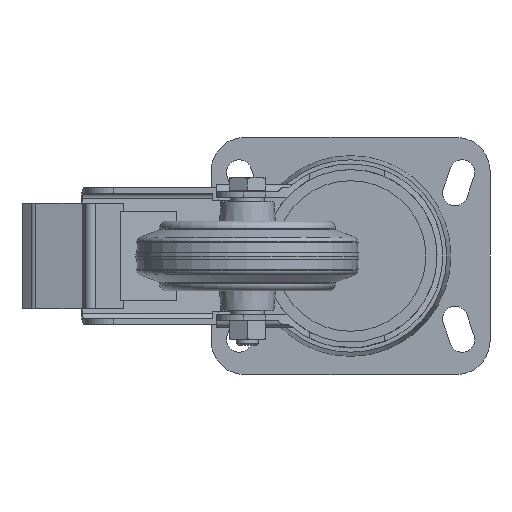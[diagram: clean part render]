
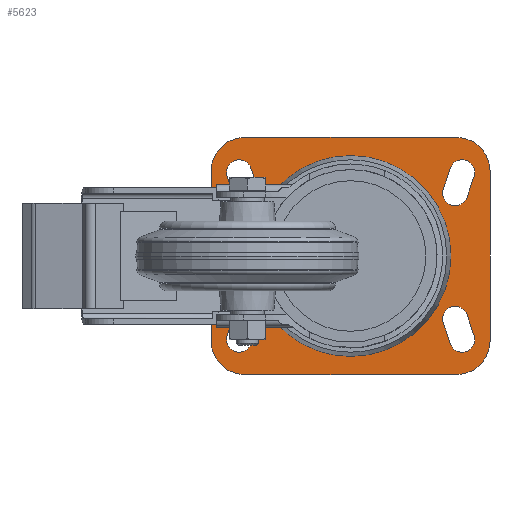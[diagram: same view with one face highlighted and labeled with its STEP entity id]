
A CAD part, front view. The second image highlights one B-rep face of the part: STEP entity #5623.
In plain terms, the highlighted planar face has unit normal (0, -1, 0).
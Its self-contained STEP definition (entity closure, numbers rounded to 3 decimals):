
#629=LINE('',#8757,#1135);
#630=LINE('',#8761,#1136);
#631=LINE('',#8765,#1137);
#632=LINE('',#8769,#1138);
#633=LINE('',#8773,#1139);
#634=LINE('',#8777,#1140);
#635=LINE('',#8781,#1141);
#636=LINE('',#8785,#1142);
#637=LINE('',#8789,#1143);
#638=LINE('',#8793,#1144);
#639=LINE('',#8797,#1145);
#640=LINE('',#8801,#1146);
#1135=VECTOR('',#6926,61.);
#1136=VECTOR('',#6929,76.);
#1137=VECTOR('',#6932,61.);
#1138=VECTOR('',#6935,76.);
#1139=VECTOR('',#6938,7.906);
#1140=VECTOR('',#6941,7.906);
#1141=VECTOR('',#6944,7.906);
#1142=VECTOR('',#6947,7.906);
#1143=VECTOR('',#6950,7.906);
#1144=VECTOR('',#6953,7.906);
#1145=VECTOR('',#6956,7.906);
#1146=VECTOR('',#6959,7.906);
#1532=FACE_BOUND('',#2048,.T.);
#1533=FACE_BOUND('',#2049,.T.);
#1534=FACE_BOUND('',#2050,.T.);
#1535=FACE_BOUND('',#2051,.T.);
#1536=FACE_BOUND('',#2052,.T.);
#1669=FACE_OUTER_BOUND('',#2047,.T.);
#2047=EDGE_LOOP('',(#4219,#4220,#4221,#4222,#4223,#4224,#4225,#4226));
#2048=EDGE_LOOP('',(#4227,#4228,#4229,#4230));
#2049=EDGE_LOOP('',(#4231,#4232,#4233,#4234));
#2050=EDGE_LOOP('',(#4235,#4236,#4237,#4238));
#2051=EDGE_LOOP('',(#4239,#4240,#4241,#4242));
#2052=EDGE_LOOP('',(#4243));
#2407=CIRCLE('',#6044,12.);
#2408=CIRCLE('',#6045,12.);
#2409=CIRCLE('',#6046,12.);
#2410=CIRCLE('',#6047,12.);
#2411=CIRCLE('',#6048,4.5);
#2412=CIRCLE('',#6049,4.5);
#2413=CIRCLE('',#6050,4.5);
#2414=CIRCLE('',#6051,4.5);
#2415=CIRCLE('',#6052,4.5);
#2416=CIRCLE('',#6053,4.5);
#2417=CIRCLE('',#6054,4.5);
#2418=CIRCLE('',#6055,4.5);
#2419=CIRCLE('',#6056,34.939);
#2735=VERTEX_POINT('',#8755);
#2736=VERTEX_POINT('',#8756);
#2737=VERTEX_POINT('',#8758);
#2738=VERTEX_POINT('',#8760);
#2739=VERTEX_POINT('',#8762);
#2740=VERTEX_POINT('',#8764);
#2741=VERTEX_POINT('',#8766);
#2742=VERTEX_POINT('',#8768);
#2743=VERTEX_POINT('',#8771);
#2744=VERTEX_POINT('',#8772);
#2745=VERTEX_POINT('',#8774);
#2746=VERTEX_POINT('',#8776);
#2747=VERTEX_POINT('',#8779);
#2748=VERTEX_POINT('',#8780);
#2749=VERTEX_POINT('',#8782);
#2750=VERTEX_POINT('',#8784);
#2751=VERTEX_POINT('',#8787);
#2752=VERTEX_POINT('',#8788);
#2753=VERTEX_POINT('',#8790);
#2754=VERTEX_POINT('',#8792);
#2755=VERTEX_POINT('',#8795);
#2756=VERTEX_POINT('',#8796);
#2757=VERTEX_POINT('',#8798);
#2758=VERTEX_POINT('',#8800);
#2759=VERTEX_POINT('',#8803);
#3306=EDGE_CURVE('',#2735,#2736,#629,.T.);
#3307=EDGE_CURVE('',#2737,#2735,#2407,.T.);
#3308=EDGE_CURVE('',#2738,#2737,#630,.T.);
#3309=EDGE_CURVE('',#2739,#2738,#2408,.T.);
#3310=EDGE_CURVE('',#2740,#2739,#631,.T.);
#3311=EDGE_CURVE('',#2741,#2740,#2409,.T.);
#3312=EDGE_CURVE('',#2742,#2741,#632,.T.);
#3313=EDGE_CURVE('',#2736,#2742,#2410,.T.);
#3314=EDGE_CURVE('',#2743,#2744,#633,.T.);
#3315=EDGE_CURVE('',#2744,#2745,#2411,.T.);
#3316=EDGE_CURVE('',#2745,#2746,#634,.T.);
#3317=EDGE_CURVE('',#2746,#2743,#2412,.T.);
#3318=EDGE_CURVE('',#2747,#2748,#635,.T.);
#3319=EDGE_CURVE('',#2748,#2749,#2413,.T.);
#3320=EDGE_CURVE('',#2749,#2750,#636,.T.);
#3321=EDGE_CURVE('',#2750,#2747,#2414,.T.);
#3322=EDGE_CURVE('',#2751,#2752,#637,.T.);
#3323=EDGE_CURVE('',#2752,#2753,#2415,.T.);
#3324=EDGE_CURVE('',#2753,#2754,#638,.T.);
#3325=EDGE_CURVE('',#2754,#2751,#2416,.T.);
#3326=EDGE_CURVE('',#2755,#2756,#639,.T.);
#3327=EDGE_CURVE('',#2756,#2757,#2417,.T.);
#3328=EDGE_CURVE('',#2757,#2758,#640,.T.);
#3329=EDGE_CURVE('',#2758,#2755,#2418,.T.);
#3330=EDGE_CURVE('',#2759,#2759,#2419,.F.);
#4219=ORIENTED_EDGE('',*,*,#3306,.F.);
#4220=ORIENTED_EDGE('',*,*,#3307,.F.);
#4221=ORIENTED_EDGE('',*,*,#3308,.F.);
#4222=ORIENTED_EDGE('',*,*,#3309,.F.);
#4223=ORIENTED_EDGE('',*,*,#3310,.F.);
#4224=ORIENTED_EDGE('',*,*,#3311,.F.);
#4225=ORIENTED_EDGE('',*,*,#3312,.F.);
#4226=ORIENTED_EDGE('',*,*,#3313,.F.);
#4227=ORIENTED_EDGE('',*,*,#3314,.T.);
#4228=ORIENTED_EDGE('',*,*,#3315,.T.);
#4229=ORIENTED_EDGE('',*,*,#3316,.T.);
#4230=ORIENTED_EDGE('',*,*,#3317,.T.);
#4231=ORIENTED_EDGE('',*,*,#3318,.T.);
#4232=ORIENTED_EDGE('',*,*,#3319,.T.);
#4233=ORIENTED_EDGE('',*,*,#3320,.T.);
#4234=ORIENTED_EDGE('',*,*,#3321,.T.);
#4235=ORIENTED_EDGE('',*,*,#3322,.T.);
#4236=ORIENTED_EDGE('',*,*,#3323,.T.);
#4237=ORIENTED_EDGE('',*,*,#3324,.T.);
#4238=ORIENTED_EDGE('',*,*,#3325,.T.);
#4239=ORIENTED_EDGE('',*,*,#3326,.T.);
#4240=ORIENTED_EDGE('',*,*,#3327,.T.);
#4241=ORIENTED_EDGE('',*,*,#3328,.T.);
#4242=ORIENTED_EDGE('',*,*,#3329,.T.);
#4243=ORIENTED_EDGE('',*,*,#3330,.T.);
#5381=PLANE('',#6043);
#5623=ADVANCED_FACE('',(#1669,#1532,#1533,#1534,#1535,#1536),#5381,.F.);
#6043=AXIS2_PLACEMENT_3D('',#8754,#6924,#6925);
#6044=AXIS2_PLACEMENT_3D('',#8759,#6927,#6928);
#6045=AXIS2_PLACEMENT_3D('',#8763,#6930,#6931);
#6046=AXIS2_PLACEMENT_3D('',#8767,#6933,#6934);
#6047=AXIS2_PLACEMENT_3D('',#8770,#6936,#6937);
#6048=AXIS2_PLACEMENT_3D('',#8775,#6939,#6940);
#6049=AXIS2_PLACEMENT_3D('',#8778,#6942,#6943);
#6050=AXIS2_PLACEMENT_3D('',#8783,#6945,#6946);
#6051=AXIS2_PLACEMENT_3D('',#8786,#6948,#6949);
#6052=AXIS2_PLACEMENT_3D('',#8791,#6951,#6952);
#6053=AXIS2_PLACEMENT_3D('',#8794,#6954,#6955);
#6054=AXIS2_PLACEMENT_3D('',#8799,#6957,#6958);
#6055=AXIS2_PLACEMENT_3D('',#8802,#6960,#6961);
#6056=AXIS2_PLACEMENT_3D('',#8804,#6962,#6963);
#6924=DIRECTION('center_axis',(0.,1.,0.));
#6925=DIRECTION('ref_axis',(0.,0.,1.));
#6926=DIRECTION('',(0.,0.,1.));
#6927=DIRECTION('center_axis',(0.,1.,0.));
#6928=DIRECTION('ref_axis',(1.,0.,0.));
#6929=DIRECTION('',(-1.,0.,0.));
#6930=DIRECTION('center_axis',(0.,1.,0.));
#6931=DIRECTION('ref_axis',(1.,0.,0.));
#6932=DIRECTION('',(0.,0.,-1.));
#6933=DIRECTION('center_axis',(0.,1.,0.));
#6934=DIRECTION('ref_axis',(1.,0.,0.));
#6935=DIRECTION('',(1.,0.,0.));
#6936=DIRECTION('center_axis',(0.,1.,0.));
#6937=DIRECTION('ref_axis',(1.,0.,0.));
#6938=DIRECTION('',(-0.316,0.,0.949));
#6939=DIRECTION('center_axis',(0.,1.,0.));
#6940=DIRECTION('ref_axis',(1.,0.,0.));
#6941=DIRECTION('',(0.316,0.,-0.949));
#6942=DIRECTION('center_axis',(0.,1.,0.));
#6943=DIRECTION('ref_axis',(1.,0.,0.));
#6944=DIRECTION('',(-0.316,0.,-0.949));
#6945=DIRECTION('center_axis',(0.,1.,0.));
#6946=DIRECTION('ref_axis',(1.,0.,0.));
#6947=DIRECTION('',(0.316,0.,0.949));
#6948=DIRECTION('center_axis',(0.,1.,0.));
#6949=DIRECTION('ref_axis',(1.,0.,0.));
#6950=DIRECTION('',(-0.316,0.,0.949));
#6951=DIRECTION('center_axis',(0.,1.,0.));
#6952=DIRECTION('ref_axis',(1.,0.,0.));
#6953=DIRECTION('',(0.316,0.,-0.949));
#6954=DIRECTION('center_axis',(0.,1.,0.));
#6955=DIRECTION('ref_axis',(1.,0.,0.));
#6956=DIRECTION('',(-0.316,0.,-0.949));
#6957=DIRECTION('center_axis',(0.,1.,0.));
#6958=DIRECTION('ref_axis',(1.,0.,0.));
#6959=DIRECTION('',(0.316,0.,0.949));
#6960=DIRECTION('center_axis',(0.,1.,0.));
#6961=DIRECTION('ref_axis',(1.,0.,0.));
#6962=DIRECTION('center_axis',(0.,-1.,0.));
#6963=DIRECTION('ref_axis',(0.,0.,-1.));
#8754=CARTESIAN_POINT('Origin',(-1.,64.5,30.5));
#8755=CARTESIAN_POINT('',(-13.,64.5,-30.5));
#8756=CARTESIAN_POINT('',(-13.,64.5,30.5));
#8757=CARTESIAN_POINT('',(-13.,64.5,-30.5));
#8758=CARTESIAN_POINT('',(-1.,64.5,-42.5));
#8759=CARTESIAN_POINT('Origin',(-1.,64.5,-30.5));
#8760=CARTESIAN_POINT('',(75.,64.5,-42.5));
#8761=CARTESIAN_POINT('',(75.,64.5,-42.5));
#8762=CARTESIAN_POINT('',(87.,64.5,-30.5));
#8763=CARTESIAN_POINT('Origin',(75.,64.5,-30.5));
#8764=CARTESIAN_POINT('',(87.,64.5,30.5));
#8765=CARTESIAN_POINT('',(87.,64.5,30.5));
#8766=CARTESIAN_POINT('',(75.,64.5,42.5));
#8767=CARTESIAN_POINT('Origin',(75.,64.5,30.5));
#8768=CARTESIAN_POINT('',(-1.,64.5,42.5));
#8769=CARTESIAN_POINT('',(-1.,64.5,42.5));
#8770=CARTESIAN_POINT('Origin',(-1.,64.5,30.5));
#8771=CARTESIAN_POINT('',(72.731,64.5,-31.423));
#8772=CARTESIAN_POINT('',(70.231,64.5,-23.923));
#8773=CARTESIAN_POINT('',(72.731,64.5,-31.423));
#8774=CARTESIAN_POINT('',(78.769,64.5,-21.077));
#8775=CARTESIAN_POINT('Origin',(74.5,64.5,-22.5));
#8776=CARTESIAN_POINT('',(81.269,64.5,-28.577));
#8777=CARTESIAN_POINT('',(78.769,64.5,-21.077));
#8778=CARTESIAN_POINT('Origin',(77.,64.5,-30.));
#8779=CARTESIAN_POINT('',(81.269,64.5,28.577));
#8780=CARTESIAN_POINT('',(78.769,64.5,21.077));
#8781=CARTESIAN_POINT('',(81.269,64.5,28.577));
#8782=CARTESIAN_POINT('',(70.231,64.5,23.923));
#8783=CARTESIAN_POINT('Origin',(74.5,64.5,22.5));
#8784=CARTESIAN_POINT('',(72.731,64.5,31.423));
#8785=CARTESIAN_POINT('',(70.231,64.5,23.923));
#8786=CARTESIAN_POINT('Origin',(77.,64.5,30.));
#8787=CARTESIAN_POINT('',(-4.769,64.5,21.077));
#8788=CARTESIAN_POINT('',(-7.269,64.5,28.577));
#8789=CARTESIAN_POINT('',(-4.769,64.5,21.077));
#8790=CARTESIAN_POINT('',(1.269,64.5,31.423));
#8791=CARTESIAN_POINT('Origin',(-3.,64.5,30.));
#8792=CARTESIAN_POINT('',(3.769,64.5,23.923));
#8793=CARTESIAN_POINT('',(1.269,64.5,31.423));
#8794=CARTESIAN_POINT('Origin',(-0.5,64.5,22.5));
#8795=CARTESIAN_POINT('',(3.769,64.5,-23.923));
#8796=CARTESIAN_POINT('',(1.269,64.5,-31.423));
#8797=CARTESIAN_POINT('',(3.769,64.5,-23.923));
#8798=CARTESIAN_POINT('',(-7.269,64.5,-28.577));
#8799=CARTESIAN_POINT('Origin',(-3.,64.5,-30.));
#8800=CARTESIAN_POINT('',(-4.769,64.5,-21.077));
#8801=CARTESIAN_POINT('',(-7.269,64.5,-28.577));
#8802=CARTESIAN_POINT('Origin',(-0.5,64.5,-22.5));
#8803=CARTESIAN_POINT('',(37.,64.5,-34.939));
#8804=CARTESIAN_POINT('Origin',(37.,64.5,0.));
